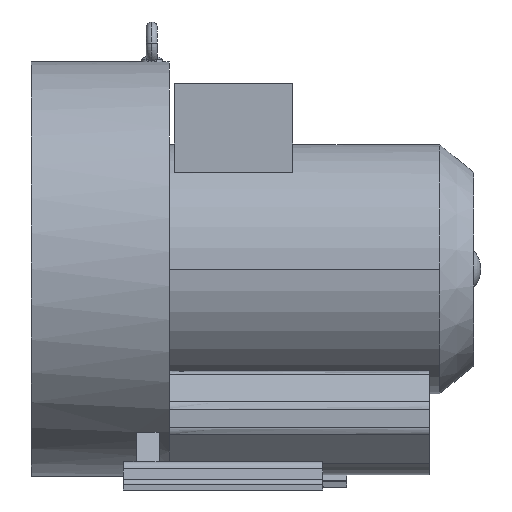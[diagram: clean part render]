
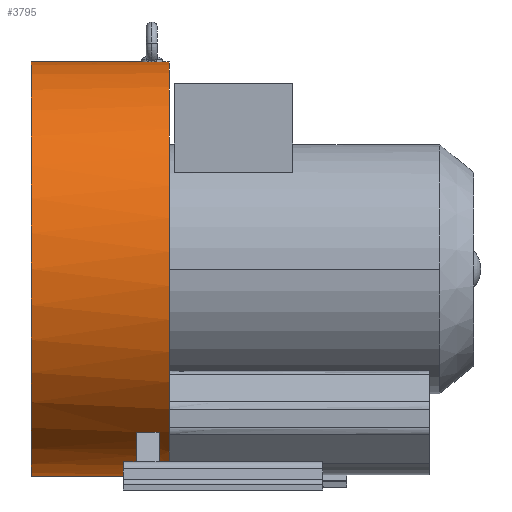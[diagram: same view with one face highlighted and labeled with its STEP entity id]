
A CAD part, left-side view. The second image highlights one B-rep face of the part: STEP entity #3795.
In plain terms, the highlighted cylindrical face has radius 225.5 mm (diameter 451 mm), a partial arc.
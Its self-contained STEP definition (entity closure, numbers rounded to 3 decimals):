
#19=CARTESIAN_POINT('',(0.,5.1,0.));
#20=DIRECTION('',(0.,1.,0.));
#21=DIRECTION('',(-0.111,0.,-0.994));
#22=AXIS2_PLACEMENT_3D('',#19,#20,#21);
#85=CARTESIAN_POINT('',(-138.933,5.1,-177.617));
#87=CARTESIAN_POINT('',(0.,5.1,0.));
#88=DIRECTION('',(0.,1.,0.));
#89=DIRECTION('',(-0.616,0.,-0.788));
#90=AXIS2_PLACEMENT_3D('',#87,#88,#89);
#213=DIRECTION('',(0.,-1.,0.));
#214=VECTOR('',#213,150.);
#215=CARTESIAN_POINT('',(0.,155.1,-225.5));
#216=LINE('',#215,#214);
#233=CARTESIAN_POINT('',(0.,12.148,225.5));
#234=CARTESIAN_POINT('',(-1.112,12.148,225.5));
#235=CARTESIAN_POINT('',(-3.248,12.442,225.484));
#236=CARTESIAN_POINT('',(-6.326,13.777,225.417));
#237=CARTESIAN_POINT('',(-8.871,15.861,225.329));
#238=CARTESIAN_POINT('',(-10.777,18.606,225.244));
#239=CARTESIAN_POINT('',(-11.476,20.629,225.208));
#240=CARTESIAN_POINT('',(-11.69,21.71,225.197));
#259=CARTESIAN_POINT('',(0.,12.148,225.5));
#261=DIRECTION('',(0.,-1.,0.));
#262=VECTOR('',#261,7.048);
#263=CARTESIAN_POINT('',(0.,12.148,225.5));
#264=LINE('',#263,#262);
#265=DIRECTION('',(0.,1.,0.));
#266=VECTOR('',#265,4.9);
#267=CARTESIAN_POINT('',(-24.992,5.1,-224.111));
#268=LINE('',#267,#266);
#269=DIRECTION('',(0.,-1.,0.));
#270=VECTOR('',#269,119.248);
#271=CARTESIAN_POINT('',(0.,155.1,225.5));
#272=LINE('',#271,#270);
#273=DIRECTION('',(0.,-1.,0.));
#274=VECTOR('',#273,25.);
#275=CARTESIAN_POINT('',(-98.172,41.,-203.009));
#276=LINE('',#275,#274);
#277=DIRECTION('',(0.,1.,0.));
#278=VECTOR('',#277,25.);
#279=CARTESIAN_POINT('',(-139.427,16.,-177.229));
#280=LINE('',#279,#278);
#281=CARTESIAN_POINT('',(0.,5.1,0.));
#282=DIRECTION('',(0.,1.,0.));
#283=DIRECTION('',(-0.15,0.,-0.989));
#284=AXIS2_PLACEMENT_3D('',#281,#282,#283);
#699=CARTESIAN_POINT('',(0.,10.,0.));
#700=DIRECTION('',(0.,1.,0.));
#701=DIRECTION('',(-0.061,0.,-0.998));
#702=AXIS2_PLACEMENT_3D('',#699,#700,#701);
#1206=CARTESIAN_POINT('',(0.,5.1,0.));
#1207=DIRECTION('',(0.,1.,0.));
#1208=DIRECTION('',(0.,0.,-1.));
#1209=AXIS2_PLACEMENT_3D('',#1206,#1207,#1208);
#1220=DIRECTION('',(0.,1.,0.));
#1221=VECTOR('',#1220,4.9);
#1222=CARTESIAN_POINT('',(-13.802,5.1,
-225.077));
#1223=LINE('',#1222,#1221);
#1604=CARTESIAN_POINT('',(0.,41.,0.));
#1605=DIRECTION('',(0.,1.,0.));
#1606=DIRECTION('',(-0.435,0.,-0.9));
#1607=AXIS2_PLACEMENT_3D('',#1604,#1605,#1606);
#1637=CARTESIAN_POINT('',(0.,16.,0.));
#1638=DIRECTION('',(0.,-1.,0.));
#1639=DIRECTION('',(-0.618,0.,-0.786));
#1640=AXIS2_PLACEMENT_3D('',#1637,#1638,#1639);
#1884=CARTESIAN_POINT('',(0.,155.1,0.));
#1885=DIRECTION('',(0.,-1.,0.));
#1886=DIRECTION('',(0.,0.,1.));
#1887=AXIS2_PLACEMENT_3D('',#1884,#1885,#1886);
#1973=CARTESIAN_POINT('',(-11.69,26.29,225.197));
#1974=CARTESIAN_POINT('',(-11.476,27.373,225.208));
#1975=CARTESIAN_POINT('',(-10.777,29.396,225.244));
#1976=CARTESIAN_POINT('',(-8.858,32.152,225.33));
#1977=CARTESIAN_POINT('',(-6.333,34.216,225.417));
#1978=CARTESIAN_POINT('',(-3.261,35.555,225.484));
#1979=CARTESIAN_POINT('',(-1.118,35.852,225.5));
#1980=CARTESIAN_POINT('',(0.,35.852,225.5));
#1982=CARTESIAN_POINT('',(0.,35.852,225.5));
#2110=CARTESIAN_POINT('',(-11.69,21.71,225.197));
#2111=CARTESIAN_POINT('',(-11.739,21.956,225.194));
#2112=CARTESIAN_POINT('',(-11.828,22.453,225.19));
#2113=CARTESIAN_POINT('',(-11.919,23.214,225.185));
#2114=CARTESIAN_POINT('',(-11.941,23.736,225.184));
#2115=CARTESIAN_POINT('',(-11.941,24.,225.184));
#2134=CARTESIAN_POINT('',(-11.941,24.,225.184));
#2135=CARTESIAN_POINT('',(-11.941,24.264,225.184));
#2136=CARTESIAN_POINT('',(-11.919,24.786,225.185));
#2137=CARTESIAN_POINT('',(-11.828,25.547,225.19));
#2138=CARTESIAN_POINT('',(-11.739,26.044,225.194));
#2139=CARTESIAN_POINT('',(-11.69,26.29,225.197));
#2779=CARTESIAN_POINT('',(-24.992,5.1,
-224.111));
#2781=VERTEX_POINT('',#2779);
#2782=CARTESIAN_POINT('',(-33.924,5.1,
-222.934));
#2783=VERTEX_POINT('',#2782);
#2800=VERTEX_POINT('',#85);
#2801=CARTESIAN_POINT('',(0.,5.1,225.5));
#2802=VERTEX_POINT('',#2801);
#2840=CARTESIAN_POINT('',(-24.992,10.,-224.111));
#2841=VERTEX_POINT('',#2840);
#2855=VERTEX_POINT('',#259);
#2858=VERTEX_POINT('',#1982);
#2859=CARTESIAN_POINT('',(0.,155.1,225.5));
#2860=VERTEX_POINT('',#2859);
#2861=CARTESIAN_POINT('',(0.,155.1,-225.5));
#2862=VERTEX_POINT('',#2861);
#2863=CARTESIAN_POINT('',(0.,5.1,-225.5));
#2864=VERTEX_POINT('',#2863);
#2877=VERTEX_POINT('',#240);
#2883=CARTESIAN_POINT('',(-13.802,10.,-225.077));
#2884=VERTEX_POINT('',#2883);
#2885=CARTESIAN_POINT('',(-13.802,5.1,
-225.077));
#2886=VERTEX_POINT('',#2885);
#2887=VERTEX_POINT('',#1973);
#2888=VERTEX_POINT('',#2134);
#2889=CARTESIAN_POINT('',(-98.172,41.,-203.009));
#2890=CARTESIAN_POINT('',(-139.427,41.,-177.229));
#2891=VERTEX_POINT('',#2889);
#2892=VERTEX_POINT('',#2890);
#2893=CARTESIAN_POINT('',(-98.172,16.,-203.009));
#2894=VERTEX_POINT('',#2893);
#2895=CARTESIAN_POINT('',(-139.427,16.,-177.229));
#2896=VERTEX_POINT('',#2895);
#3755=CARTESIAN_POINT('',(0.,178.95,0.));
#3756=DIRECTION('',(0.,-1.,0.));
#3757=DIRECTION('',(0.,0.,-1.));
#3758=AXIS2_PLACEMENT_3D('',#3755,#3756,#3757);
#3759=CYLINDRICAL_SURFACE('',#3758,225.5);
#3760=ORIENTED_EDGE('',*,*,#3741,.F.);
#3761=ORIENTED_EDGE('',*,*,#3721,.T.);
#3762=ORIENTED_EDGE('',*,*,#3567,.F.);
#3764=ORIENTED_EDGE('',*,*,#3763,.F.);
#3765=ORIENTED_EDGE('',*,*,#3543,.F.);
#3766=ORIENTED_EDGE('',*,*,#3626,.T.);
#3768=ORIENTED_EDGE('',*,*,#3767,.F.);
#3770=ORIENTED_EDGE('',*,*,#3769,.F.);
#3772=ORIENTED_EDGE('',*,*,#3771,.F.);
#3773=ORIENTED_EDGE('',*,*,#3708,.F.);
#3775=ORIENTED_EDGE('',*,*,#3774,.F.);
#3776=ORIENTED_EDGE('',*,*,#3704,.T.);
#3778=ORIENTED_EDGE('',*,*,#3777,.F.);
#3780=ORIENTED_EDGE('',*,*,#3779,.F.);
#3782=ORIENTED_EDGE('',*,*,#3781,.F.);
#3783=EDGE_LOOP('',(#3760,#3761,#3762,#3764,#3765,#3766,#3768,#3770,#3772,#3773,
#3775,#3776,#3778,#3780,#3782));
#3784=FACE_OUTER_BOUND('',#3783,.F.);
#3786=ORIENTED_EDGE('',*,*,#3785,.F.);
#3788=ORIENTED_EDGE('',*,*,#3787,.T.);
#3790=ORIENTED_EDGE('',*,*,#3789,.F.);
#3792=ORIENTED_EDGE('',*,*,#3791,.T.);
#3793=EDGE_LOOP('',(#3786,#3788,#3790,#3792));
#3794=FACE_BOUND('',#3793,.F.);
#3795=ADVANCED_FACE('',(#3784,#3794),#3759,.T.);
#23=CIRCLE('',#22,225.5);
#91=CIRCLE('',#90,225.5);
#241=B_SPLINE_CURVE_WITH_KNOTS('',3,(#233,#234,#235,#236,#237,#238,#239,#240),
.UNSPECIFIED.,.F.,.F.,(4,1,1,1,1,4),(0.,0.2,0.4,0.6,0.8,1.),
.UNSPECIFIED.);
#285=CIRCLE('',#284,225.5);
#703=CIRCLE('',#702,225.5);
#1210=CIRCLE('',#1209,225.5);
#1608=CIRCLE('',#1607,225.5);
#1641=CIRCLE('',#1640,225.5);
#1888=CIRCLE('',#1887,225.5);
#1981=B_SPLINE_CURVE_WITH_KNOTS('',3,(#1973,#1974,#1975,#1976,#1977,#1978,#1979,
#1980),.UNSPECIFIED.,.F.,.F.,(4,1,1,1,1,4),(0.,0.2,0.4,0.6,0.8,1.),
.UNSPECIFIED.);
#2116=B_SPLINE_CURVE_WITH_KNOTS('',3,(#2110,#2111,#2112,#2113,#2114,#2115),
.UNSPECIFIED.,.F.,.F.,(4,1,1,4),(0.,0.333,0.667,1.),
.UNSPECIFIED.);
#2140=B_SPLINE_CURVE_WITH_KNOTS('',3,(#2134,#2135,#2136,#2137,#2138,#2139),
.UNSPECIFIED.,.F.,.F.,(4,1,1,4),(0.,0.333,0.667,1.),
.UNSPECIFIED.);
#3543=EDGE_CURVE('',#2781,#2783,#23,.T.);
#3567=EDGE_CURVE('',#2800,#2802,#91,.T.);
#3626=EDGE_CURVE('',#2781,#2841,#268,.T.);
#3704=EDGE_CURVE('',#2860,#2858,#272,.T.);
#3708=EDGE_CURVE('',#2862,#2864,#216,.T.);
#3721=EDGE_CURVE('',#2855,#2802,#264,.T.);
#3741=EDGE_CURVE('',#2855,#2877,#241,.T.);
#3763=EDGE_CURVE('',#2783,#2800,#285,.T.);
#3767=EDGE_CURVE('',#2884,#2841,#703,.T.);
#3769=EDGE_CURVE('',#2886,#2884,#1223,.T.);
#3771=EDGE_CURVE('',#2864,#2886,#1210,.T.);
#3774=EDGE_CURVE('',#2860,#2862,#1888,.T.);
#3777=EDGE_CURVE('',#2887,#2858,#1981,.T.);
#3779=EDGE_CURVE('',#2888,#2887,#2140,.T.);
#3781=EDGE_CURVE('',#2877,#2888,#2116,.T.);
#3785=EDGE_CURVE('',#2891,#2892,#1608,.T.);
#3787=EDGE_CURVE('',#2891,#2894,#276,.T.);
#3789=EDGE_CURVE('',#2896,#2894,#1641,.T.);
#3791=EDGE_CURVE('',#2896,#2892,#280,.T.);
